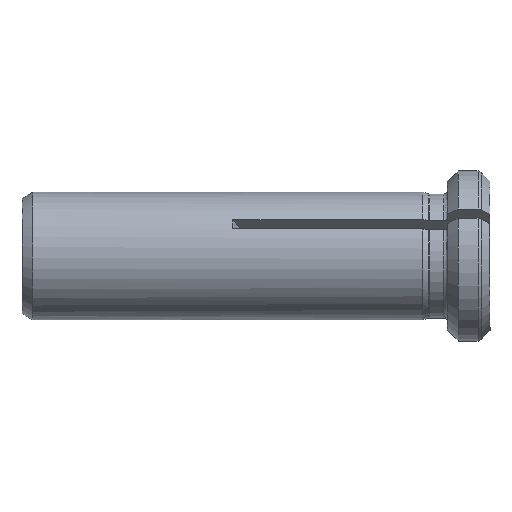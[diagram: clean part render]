
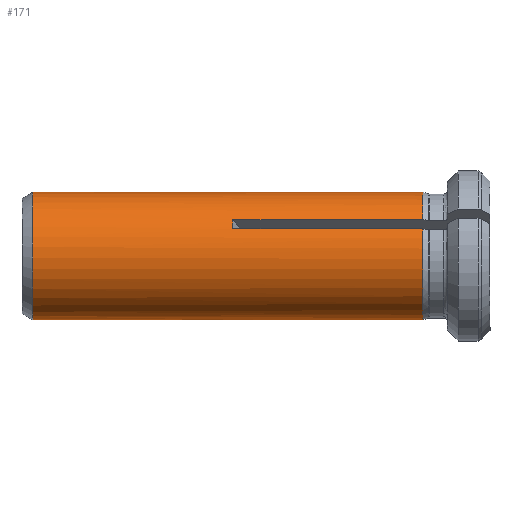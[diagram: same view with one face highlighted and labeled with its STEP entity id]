
A CAD part, front view. The second image highlights one B-rep face of the part: STEP entity #171.
In plain terms, the highlighted cylindrical face has radius 6 mm (diameter 12 mm), a full revolution.
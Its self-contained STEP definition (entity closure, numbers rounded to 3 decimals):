
#171=ADVANCED_FACE( '', ( #377, #378 ), #379, .T. );
#377=FACE_OUTER_BOUND( '', #617, .T. );
#378=FACE_OUTER_BOUND( '', #618, .T. );
#379=CYLINDRICAL_SURFACE( '', #619, 6. );
#617=EDGE_LOOP( '', ( #1096 ) );
#618=EDGE_LOOP( '', ( #1097, #1098, #1099, #1100, #1101, #1102, #1103, #1104, #1105, #1106, #1107, #1108 ) );
#619=AXIS2_PLACEMENT_3D( '', #1109, #1110, #1111 );
#1096=ORIENTED_EDGE( '', *, *, #1616, .T. );
#1097=ORIENTED_EDGE( '', *, *, #1566, .F. );
#1098=ORIENTED_EDGE( '', *, *, #1494, .T. );
#1099=ORIENTED_EDGE( '', *, *, #1617, .T. );
#1100=ORIENTED_EDGE( '', *, *, #1438, .F. );
#1101=ORIENTED_EDGE( '', *, *, #1529, .F. );
#1102=ORIENTED_EDGE( '', *, *, #1591, .T. );
#1103=ORIENTED_EDGE( '', *, *, #1618, .T. );
#1104=ORIENTED_EDGE( '', *, *, #1619, .F. );
#1105=ORIENTED_EDGE( '', *, *, #1620, .F. );
#1106=ORIENTED_EDGE( '', *, *, #1621, .T. );
#1107=ORIENTED_EDGE( '', *, *, #1533, .T. );
#1108=ORIENTED_EDGE( '', *, *, #1622, .F. );
#1109=CARTESIAN_POINT( '', ( -60., 0., 0. ) );
#1110=DIRECTION( '', ( 1., 0., 0. ) );
#1111=DIRECTION( '', ( 0., 0., 1. ) );
#1438=EDGE_CURVE( '', #1727, #1729, #1730, .F. );
#1494=EDGE_CURVE( '', #1830, #1828, #1831, .F. );
#1529=EDGE_CURVE( '', #1883, #1727, #1885, .F. );
#1533=EDGE_CURVE( '', #1892, #1890, #1893, .T. );
#1566=EDGE_CURVE( '', #1830, #1943, #1944, .F. );
#1591=EDGE_CURVE( '', #1883, #1977, #1979, .F. );
#1616=EDGE_CURVE( '', #2014, #2014, #2015, .T. );
#1617=EDGE_CURVE( '', #1828, #1729, #2016, .T. );
#1618=EDGE_CURVE( '', #1977, #2017, #2018, .T. );
#1619=EDGE_CURVE( '', #2019, #2017, #2020, .F. );
#1620=EDGE_CURVE( '', #2021, #2019, #2022, .F. );
#1621=EDGE_CURVE( '', #2021, #1892, #2023, .F. );
#1622=EDGE_CURVE( '', #1943, #1890, #2024, .F. );
#1727=VERTEX_POINT( '', #2168 );
#1729=VERTEX_POINT( '', #2171 );
#1730=LINE( '', #2172, #2173 );
#1828=VERTEX_POINT( '', #2347 );
#1830=VERTEX_POINT( '', #2352 );
#1831=LINE( '', #2353, #2354 );
#1883=VERTEX_POINT( '', #2429 );
#1885=ELLIPSE( '', #2432, 6.385, 6. );
#1890=VERTEX_POINT( '', #2437 );
#1892=VERTEX_POINT( '', #2442 );
#1893=CIRCLE( '', #2443, 6. );
#1943=VERTEX_POINT( '', #2531 );
#1944=ELLIPSE( '', #2532, 6.385, 6. );
#1977=VERTEX_POINT( '', #2592 );
#1979=LINE( '', #2600, #2601 );
#2014=VERTEX_POINT( '', #2660 );
#2015=CIRCLE( '', #2661, 6. );
#2016=CIRCLE( '', #2662, 6. );
#2017=VERTEX_POINT( '', #2663 );
#2018=CIRCLE( '', #2664, 6. );
#2019=VERTEX_POINT( '', #2665 );
#2020=LINE( '', #2666, #2667 );
#2021=VERTEX_POINT( '', #2668 );
#2022=ELLIPSE( '', #2669, 6.385, 6. );
#2023=LINE( '', #2670, #2671 );
#2024=LINE( '', #2672, #2673 );
#2168=CARTESIAN_POINT( '', ( -24.176, 0.5, -5.979 ) );
#2171=CARTESIAN_POINT( '', ( -6.313, 0.5, -5.979 ) );
#2172=CARTESIAN_POINT( '', ( -60., 0.5, -5.979 ) );
#2173=VECTOR( '', #2827, 1000. );
#2347=CARTESIAN_POINT( '', ( -6.313, 5.428, 2.557 ) );
#2352=CARTESIAN_POINT( '', ( -24.176, 5.428, 2.557 ) );
#2353=CARTESIAN_POINT( '', ( -60., 5.428, 2.557 ) );
#2354=VECTOR( '', #2890, 1000. );
#2429=CARTESIAN_POINT( '', ( -24.176, -0.5, -5.979 ) );
#2432=AXIS2_PLACEMENT_3D( '', #2936, #2937, #2938 );
#2437=CARTESIAN_POINT( '', ( -6.313, 4.928, 3.423 ) );
#2442=CARTESIAN_POINT( '', ( -6.313, -4.928, 3.423 ) );
#2443=AXIS2_PLACEMENT_3D( '', #2942, #2943, #2944 );
#2531=CARTESIAN_POINT( '', ( -24.176, 4.928, 3.423 ) );
#2532=AXIS2_PLACEMENT_3D( '', #2985, #2986, #2987 );
#2592=CARTESIAN_POINT( '', ( -6.313, -0.5, -5.979 ) );
#2600=CARTESIAN_POINT( '', ( -60., -0.5, -5.979 ) );
#2601=VECTOR( '', #3007, 1000. );
#2660=CARTESIAN_POINT( '', ( -42.987, 0., -6. ) );
#2661=AXIS2_PLACEMENT_3D( '', #3032, #3033, #3034 );
#2662=AXIS2_PLACEMENT_3D( '', #3035, #3036, #3037 );
#2663=CARTESIAN_POINT( '', ( -6.313, -5.428, 2.557 ) );
#2664=AXIS2_PLACEMENT_3D( '', #3038, #3039, #3040 );
#2665=CARTESIAN_POINT( '', ( -24.176, -5.428, 2.557 ) );
#2666=CARTESIAN_POINT( '', ( -60., -5.428, 2.557 ) );
#2667=VECTOR( '', #3041, 1000. );
#2668=CARTESIAN_POINT( '', ( -24.176, -4.928, 3.423 ) );
#2669=AXIS2_PLACEMENT_3D( '', #3042, #3043, #3044 );
#2670=CARTESIAN_POINT( '', ( -60., -4.928, 3.423 ) );
#2671=VECTOR( '', #3045, 1000. );
#2672=CARTESIAN_POINT( '', ( -60., 4.928, 3.423 ) );
#2673=VECTOR( '', #3046, 1000. );
#2827=DIRECTION( '', ( -1., 0., 0. ) );
#2890=DIRECTION( '', ( -1., 0., 0. ) );
#2936=CARTESIAN_POINT( '', ( -22., 0., 0. ) );
#2937=DIRECTION( '', ( -0.94, 0., 0.342 ) );
#2938=DIRECTION( '', ( -0.342, 0., -0.94 ) );
#2942=CARTESIAN_POINT( '', ( -6.313, 0., 0. ) );
#2943=DIRECTION( '', ( -1., 0., 0. ) );
#2944=DIRECTION( '', ( 0., 0., 1. ) );
#2985=CARTESIAN_POINT( '', ( -22., 0., 0. ) );
#2986=DIRECTION( '', ( -0.94, -0.296, -0.171 ) );
#2987=DIRECTION( '', ( -0.342, 0.814, 0.47 ) );
#3007=DIRECTION( '', ( -1., 0., 0. ) );
#3032=CARTESIAN_POINT( '', ( -42.987, 0., 0. ) );
#3033=DIRECTION( '', ( 1., 0., 0. ) );
#3034=DIRECTION( '', ( 0., 0., -1. ) );
#3035=CARTESIAN_POINT( '', ( -6.313, 0., 0. ) );
#3036=DIRECTION( '', ( -1., 0., 0. ) );
#3037=DIRECTION( '', ( 0., 0., 1. ) );
#3038=CARTESIAN_POINT( '', ( -6.313, 0., 0. ) );
#3039=DIRECTION( '', ( -1., 0., 0. ) );
#3040=DIRECTION( '', ( 0., 0., 1. ) );
#3041=DIRECTION( '', ( -1., 0., 0. ) );
#3042=CARTESIAN_POINT( '', ( -22., 0., 0. ) );
#3043=DIRECTION( '', ( -0.94, 0.296, -0.171 ) );
#3044=DIRECTION( '', ( -0.342, -0.814, 0.47 ) );
#3045=DIRECTION( '', ( -1., 0., 0. ) );
#3046=DIRECTION( '', ( -1., 0., 0. ) );
